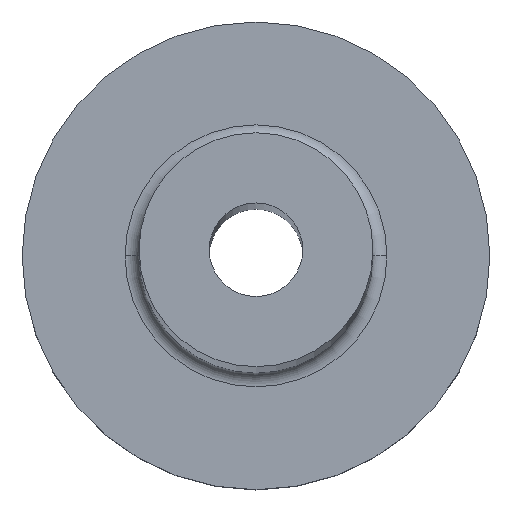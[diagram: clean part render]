
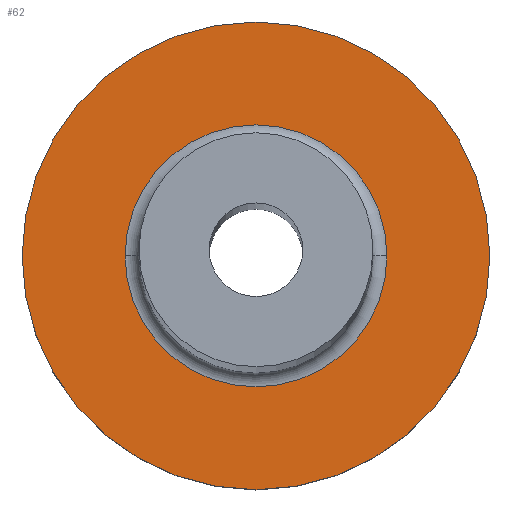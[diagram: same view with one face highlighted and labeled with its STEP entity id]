
A CAD part, top view. The second image highlights one B-rep face of the part: STEP entity #62.
In plain terms, the highlighted planar face has unit normal (0, 0, 1).
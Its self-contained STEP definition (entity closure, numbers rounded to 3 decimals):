
#16 = PLANE ( 'NONE',  #180 ) ;
#25 = DIRECTION ( 'NONE',  ( 1., 0., 0. ) ) ;
#29 = VERTEX_POINT ( 'NONE', #362 ) ;
#43 = CIRCLE ( 'NONE', #109, 5. ) ;
#44 = AXIS2_PLACEMENT_3D ( 'NONE', #224, #204, #175 ) ;
#50 = CIRCLE ( 'NONE', #322, 5. ) ;
#61 = VERTEX_POINT ( 'NONE', #154 ) ;
#62 = ADVANCED_FACE ( 'NONE', ( #336, #334 ), #16, .T. ) ;
#67 = CIRCLE ( 'NONE', #44, 2.8 ) ;
#79 = CARTESIAN_POINT ( 'NONE',  ( 0., 0., 3. ) ) ;
#95 = ORIENTED_EDGE ( 'NONE', *, *, #172, .T. ) ;
#96 = EDGE_CURVE ( 'NONE', #61, #29, #50, .T. ) ;
#109 = AXIS2_PLACEMENT_3D ( 'NONE', #116, #222, #25 ) ;
#116 = CARTESIAN_POINT ( 'NONE',  ( 0., 0., 3. ) ) ;
#135 = EDGE_CURVE ( 'NONE', #220, #144, #269, .T. ) ;
#144 = VERTEX_POINT ( 'NONE', #165 ) ;
#146 = EDGE_LOOP ( 'NONE', ( #293, #231 ) ) ;
#154 = CARTESIAN_POINT ( 'NONE',  ( 5., 0., 3. ) ) ;
#158 = AXIS2_PLACEMENT_3D ( 'NONE', #161, #374, #275 ) ;
#161 = CARTESIAN_POINT ( 'NONE',  ( 0., 0., 3. ) ) ;
#165 = CARTESIAN_POINT ( 'NONE',  ( -2.8, 0., 3. ) ) ;
#172 = EDGE_CURVE ( 'NONE', #29, #61, #43, .T. ) ;
#175 = DIRECTION ( 'NONE',  ( 1., 0., 0. ) ) ;
#180 = AXIS2_PLACEMENT_3D ( 'NONE', #79, #244, #263 ) ;
#204 = DIRECTION ( 'NONE',  ( 0., 0., -1. ) ) ;
#210 = DIRECTION ( 'NONE',  ( 1., 0., 0. ) ) ;
#220 = VERTEX_POINT ( 'NONE', #309 ) ;
#222 = DIRECTION ( 'NONE',  ( 0., 0., 1. ) ) ;
#224 = CARTESIAN_POINT ( 'NONE',  ( 0., 0., 3. ) ) ;
#231 = ORIENTED_EDGE ( 'NONE', *, *, #354, .T. ) ;
#244 = DIRECTION ( 'NONE',  ( 0., 0., 1. ) ) ;
#263 = DIRECTION ( 'NONE',  ( 1., 0., 0. ) ) ;
#269 = CIRCLE ( 'NONE', #158, 2.8 ) ;
#271 = DIRECTION ( 'NONE',  ( 0., 0., 1. ) ) ;
#275 = DIRECTION ( 'NONE',  ( 1., 0., 0. ) ) ;
#293 = ORIENTED_EDGE ( 'NONE', *, *, #135, .T. ) ;
#304 = CARTESIAN_POINT ( 'NONE',  ( 0., 0., 3. ) ) ;
#309 = CARTESIAN_POINT ( 'NONE',  ( 2.8, 0., 3. ) ) ;
#322 = AXIS2_PLACEMENT_3D ( 'NONE', #304, #271, #210 ) ;
#326 = ORIENTED_EDGE ( 'NONE', *, *, #96, .T. ) ;
#334 = FACE_OUTER_BOUND ( 'NONE', #344, .T. ) ;
#336 = FACE_BOUND ( 'NONE', #146, .T. ) ;
#344 = EDGE_LOOP ( 'NONE', ( #95, #326 ) ) ;
#354 = EDGE_CURVE ( 'NONE', #144, #220, #67, .T. ) ;
#362 = CARTESIAN_POINT ( 'NONE',  ( -5., 0., 3. ) ) ;
#374 = DIRECTION ( 'NONE',  ( 0., 0., -1. ) ) ;
